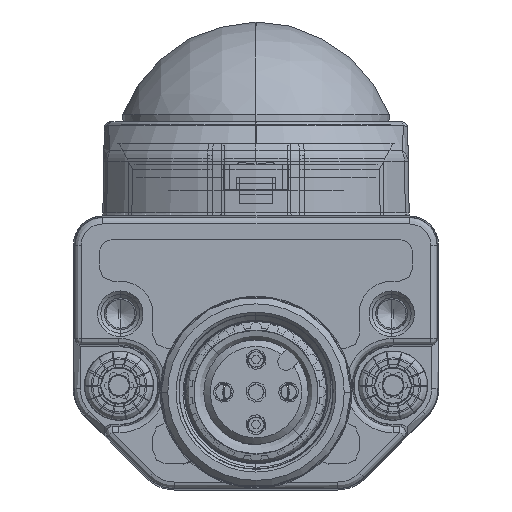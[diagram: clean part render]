
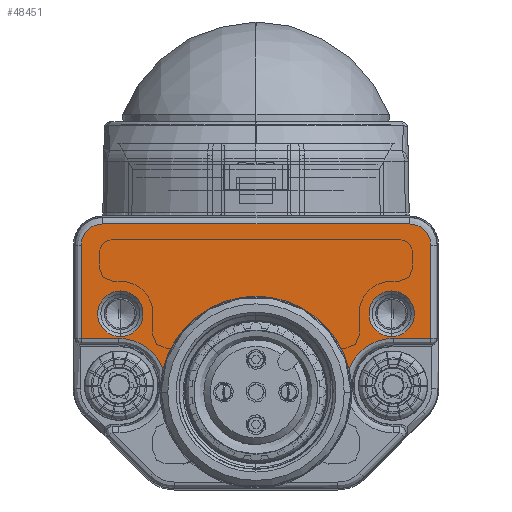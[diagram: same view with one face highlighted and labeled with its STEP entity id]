
A CAD part, left-side view. The second image highlights one B-rep face of the part: STEP entity #48451.
In plain terms, the highlighted face is planar.
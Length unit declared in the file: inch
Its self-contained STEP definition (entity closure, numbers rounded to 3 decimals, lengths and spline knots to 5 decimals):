
#43410=CARTESIAN_POINT('',(13.,13.5,10.3923));
#43411=DIRECTION('',(-1.,0.,0.));
#43412=DIRECTION('',(0.,1.,0.));
#43413=AXIS2_PLACEMENT_3D('',#43410,#43411,#43412);
#43415=CARTESIAN_POINT('',(13.,13.5,10.3923));
#43416=DIRECTION('',(-1.,0.,0.));
#43417=DIRECTION('',(0.,-1.,0.));
#43418=AXIS2_PLACEMENT_3D('',#43415,#43416,#43417);
#43420=CARTESIAN_POINT('',(13.,13.5,-10.3923));
#43421=DIRECTION('',(-1.,0.,0.));
#43422=DIRECTION('',(0.,-1.,0.));
#43423=AXIS2_PLACEMENT_3D('',#43420,#43421,#43422);
#43425=CARTESIAN_POINT('',(13.,13.5,-10.3923));
#43426=DIRECTION('',(-1.,0.,0.));
#43427=DIRECTION('',(0.,1.,0.));
#43428=AXIS2_PLACEMENT_3D('',#43425,#43426,#43427);
#43430=CARTESIAN_POINT('',(13.,8.,-10.5));
#43431=DIRECTION('',(-1.,0.,0.));
#43432=DIRECTION('',(0.,0.359,0.933));
#43433=AXIS2_PLACEMENT_3D('',#43430,#43431,#43432);
#43435=CARTESIAN_POINT('',(13.,7.5,0.));
#43436=DIRECTION('',(1.,0.,0.));
#43437=DIRECTION('',(0.,0.244,-0.97));
#43438=AXIS2_PLACEMENT_3D('',#43435,#43436,#43437);
#43440=CARTESIAN_POINT('',(13.,8.,10.5));
#43441=DIRECTION('',(-1.,0.,0.));
#43442=DIRECTION('',(0.,1.,0.));
#43443=AXIS2_PLACEMENT_3D('',#43440,#43441,#43442);
#43445=DIRECTION('',(0.,0.,-1.));
#43446=VECTOR('',#43445,2.8909);
#43447=CARTESIAN_POINT('',(13.,11.61353,13.3909));
#43448=LINE('',#43447,#43446);
#43449=DIRECTION('',(0.,-1.,0.));
#43450=VECTOR('',#43449,7.13647);
#43451=CARTESIAN_POINT('',(13.,18.75,13.3909));
#43452=LINE('',#43451,#43450);
#43453=CARTESIAN_POINT('',(13.,18.75,11.75));
#43454=DIRECTION('',(1.,0.,0.));
#43455=DIRECTION('',(0.,1.,0.));
#43456=AXIS2_PLACEMENT_3D('',#43453,#43454,#43455);
#43458=DIRECTION('',(0.,0.,1.));
#43459=VECTOR('',#43458,23.5);
#43460=CARTESIAN_POINT('',(13.,20.3909,-11.75));
#43461=LINE('',#43460,#43459);
#43462=CARTESIAN_POINT('',(13.,18.75,-11.75));
#43463=DIRECTION('',(1.,0.,0.));
#43464=DIRECTION('',(0.,0.,-1.));
#43465=AXIS2_PLACEMENT_3D('',#43462,#43463,#43464);
#43467=DIRECTION('',(0.,1.,0.));
#43468=VECTOR('',#43467,7.13647);
#43469=CARTESIAN_POINT('',(13.,11.61353,-13.3909));
#43470=LINE('',#43469,#43468);
#43471=DIRECTION('',(0.,0.,-1.));
#43472=VECTOR('',#43471,2.8909);
#43473=CARTESIAN_POINT('',(13.,11.61353,-10.5));
#43474=LINE('',#43473,#43472);
#43651=CARTESIAN_POINT('',(13.,9.29654,-7.1271));
#43719=CARTESIAN_POINT('',(13.,9.29654,7.12711));
#47729=VERTEX_POINT('',#43651);
#47730=VERTEX_POINT('',#43719);
#47795=CARTESIAN_POINT('',(13.,20.3909,11.75));
#47796=CARTESIAN_POINT('',(13.,18.75,13.3909));
#47797=VERTEX_POINT('',#47795);
#47798=VERTEX_POINT('',#47796);
#47803=CARTESIAN_POINT('',(13.,20.3909,-11.75));
#47804=VERTEX_POINT('',#47803);
#47807=CARTESIAN_POINT('',(13.,18.75,-13.3909));
#47808=VERTEX_POINT('',#47807);
#47835=CARTESIAN_POINT('',(13.,15.25,10.3923));
#47836=CARTESIAN_POINT('',(13.,11.75,10.3923));
#47837=VERTEX_POINT('',#47835);
#47838=VERTEX_POINT('',#47836);
#47839=CARTESIAN_POINT('',(13.,11.75,-10.3923));
#47840=CARTESIAN_POINT('',(13.,15.25,-10.3923));
#47841=VERTEX_POINT('',#47839);
#47842=VERTEX_POINT('',#47840);
#47843=CARTESIAN_POINT('',(13.,11.61353,-10.5));
#47844=VERTEX_POINT('',#47843);
#47845=CARTESIAN_POINT('',(13.,11.61353,-13.3909));
#47846=VERTEX_POINT('',#47845);
#47881=CARTESIAN_POINT('',(13.,11.61353,10.5));
#47882=VERTEX_POINT('',#47881);
#47883=CARTESIAN_POINT('',(13.,11.61353,13.3909));
#47884=VERTEX_POINT('',#47883);
#48412=CARTESIAN_POINT('',(13.,0.,0.));
#48413=DIRECTION('',(1.,0.,0.));
#48414=DIRECTION('',(0.,0.,-1.));
#48415=AXIS2_PLACEMENT_3D('',#48412,#48413,#48414);
#48416=PLANE('',#48415);
#48418=ORIENTED_EDGE('',*,*,#48417,.F.);
#48420=ORIENTED_EDGE('',*,*,#48419,.T.);
#48422=ORIENTED_EDGE('',*,*,#48421,.F.);
#48424=ORIENTED_EDGE('',*,*,#48423,.F.);
#48426=ORIENTED_EDGE('',*,*,#48425,.F.);
#48428=ORIENTED_EDGE('',*,*,#48427,.F.);
#48430=ORIENTED_EDGE('',*,*,#48429,.F.);
#48432=ORIENTED_EDGE('',*,*,#48431,.F.);
#48434=ORIENTED_EDGE('',*,*,#48433,.F.);
#48436=ORIENTED_EDGE('',*,*,#48435,.F.);
#48437=EDGE_LOOP('',(#48418,#48420,#48422,#48424,#48426,#48428,#48430,#48432,
#48434,#48436));
#48438=FACE_OUTER_BOUND('',#48437,.F.);
#48440=ORIENTED_EDGE('',*,*,#48439,.F.);
#48442=ORIENTED_EDGE('',*,*,#48441,.F.);
#48443=EDGE_LOOP('',(#48440,#48442));
#48444=FACE_BOUND('',#48443,.F.);
#48446=ORIENTED_EDGE('',*,*,#48445,.F.);
#48448=ORIENTED_EDGE('',*,*,#48447,.F.);
#48449=EDGE_LOOP('',(#48446,#48448));
#48450=FACE_BOUND('',#48449,.F.);
#48451=ADVANCED_FACE('',(#48438,#48444,#48450),#48416,.T.);
#43414=CIRCLE('',#43413,1.75);
#43419=CIRCLE('',#43418,1.75);
#43424=CIRCLE('',#43423,1.75);
#43429=CIRCLE('',#43428,1.75);
#43434=CIRCLE('',#43433,3.61353);
#43439=CIRCLE('',#43438,7.35);
#43444=CIRCLE('',#43443,3.61353);
#43457=CIRCLE('',#43456,1.6409);
#43466=CIRCLE('',#43465,1.6409);
#48417=EDGE_CURVE('',#47729,#47844,#43434,.T.);
#48419=EDGE_CURVE('',#47729,#47730,#43439,.T.);
#48421=EDGE_CURVE('',#47882,#47730,#43444,.T.);
#48423=EDGE_CURVE('',#47884,#47882,#43448,.T.);
#48425=EDGE_CURVE('',#47798,#47884,#43452,.T.);
#48427=EDGE_CURVE('',#47797,#47798,#43457,.T.);
#48429=EDGE_CURVE('',#47804,#47797,#43461,.T.);
#48431=EDGE_CURVE('',#47808,#47804,#43466,.T.);
#48433=EDGE_CURVE('',#47846,#47808,#43470,.T.);
#48435=EDGE_CURVE('',#47844,#47846,#43474,.T.);
#48439=EDGE_CURVE('',#47837,#47838,#43414,.T.);
#48441=EDGE_CURVE('',#47838,#47837,#43419,.T.);
#48445=EDGE_CURVE('',#47841,#47842,#43424,.T.);
#48447=EDGE_CURVE('',#47842,#47841,#43429,.T.);
